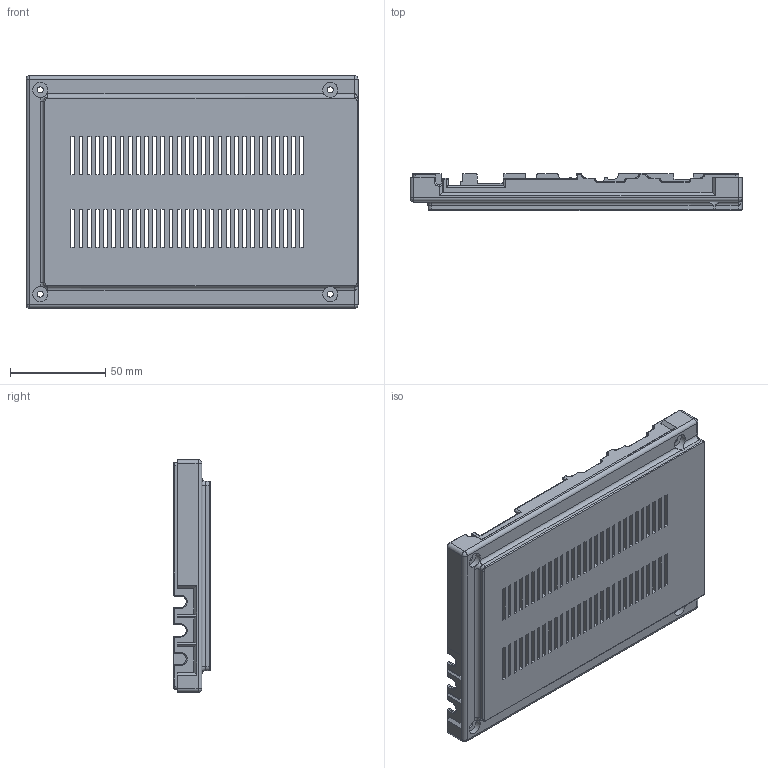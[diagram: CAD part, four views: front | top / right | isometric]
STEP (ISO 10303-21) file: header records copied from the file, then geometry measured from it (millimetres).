
FILE_DESCRIPTION(/* description */ (''),/* implementation_level */ '2;1');
FILE_NAME(/* name */ 'aqp_base.step',/* time_stamp */ '2023-06-29T16:00:32-07:00',/* author */ (''),/* organization */ (''),/* preprocessor_version */ 'ST-DEVELOPER v19.2',/* originating_system */ 'Autodesk Translation Framework v12.6.0.85',/* authorisation */ '');
FILE_SCHEMA (('AUTOMOTIVE_DESIGN { 1 0 10303 214 3 1 1 }'));
Length unit declared in the file: millimetre
Products named in the file (1): case
Bounding box: 174 x 19.32 x 122 mm (x, y, z)
Volume: 79890.7 mm3; surface area: 59079 mm2
Topology: 1 solids, 2 shells, 832 faces, 2139 edges, 1304 vertices
Faces by surface type: plane 412, cylinder 266, torus 73, sphere 62, bspline 19
Full cylindrical faces by diameter (mm): 3.2 x4, 8 x4
Entity records: 25785 total; most frequent: CARTESIAN_POINT 5089, DIRECTION 4340, ORIENTED_EDGE 4262, EDGE_CURVE 2131, LINE 1466, VECTOR 1466, AXIS2_PLACEMENT_3D 1437, VERTEX_POINT 1304
